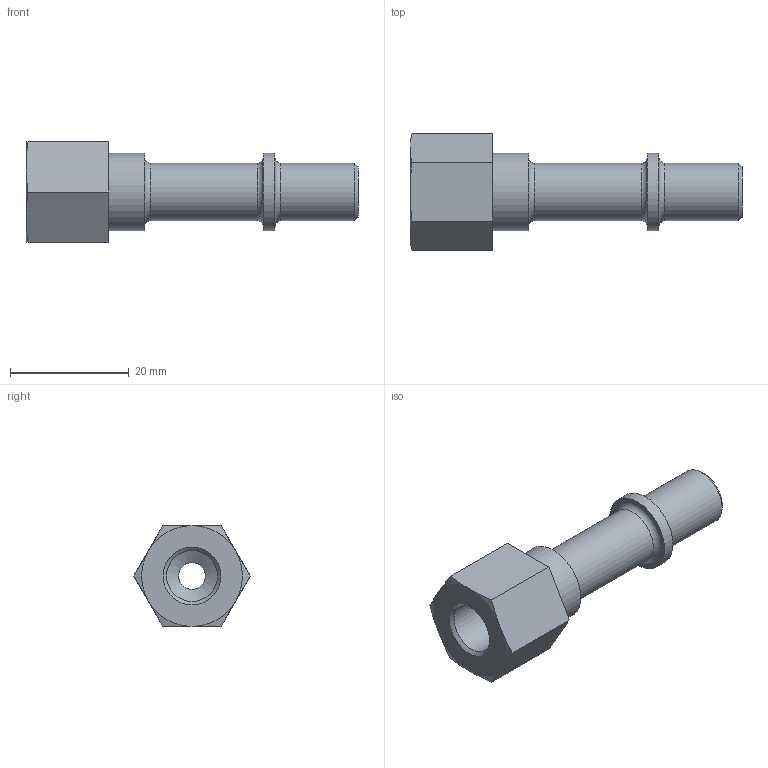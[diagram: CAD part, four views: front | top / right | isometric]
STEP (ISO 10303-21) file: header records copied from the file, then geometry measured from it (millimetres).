
FILE_DESCRIPTION(/* description */ ('STEP AP214'),/* implementation_level */ '2;1');
FILE_NAME(/* name */ '12910_VT-1_8-AJS-P',/* time_stamp */ '2024-09-17T11:17:05+02:00',/* author */ ('License CC BY-ND 4.0'),/* organization */ ('CADENAS'),/* preprocessor_version */ 'ST-DEVELOPER v19.3',/* originating_system */ 'PARTsolutions',/* authorisation */ ' ');
FILE_SCHEMA (('AUTOMOTIVE_DESIGN {1 0 10303 214 3 1 1}'));
Length unit declared in the file: millimetre
Products named in the file (1): 12910 VT-1/8-AJS-P
Bounding box: 56 x 19.63 x 17 mm (x, y, z)
Volume: 5733.3 mm3; surface area: 3641.1 mm2
Topology: 1 solids, 1 shells, 30 faces, 59 edges, 35 vertices
Faces by surface type: plane 12, cone 9, cylinder 6, torus 3
Full cylindrical faces by diameter (mm): 4.5 x1, 8.566 x1, 9.7 x1, 9.728 x1, 13.1 x2
Entity records: 748 total; most frequent: CARTESIAN_POINT 149, DIRECTION 120, ORIENTED_EDGE 94, AXIS2_PLACEMENT_3D 54, EDGE_LOOP 48, FACE_BOUND 48, EDGE_CURVE 47, VERTEX_POINT 35
